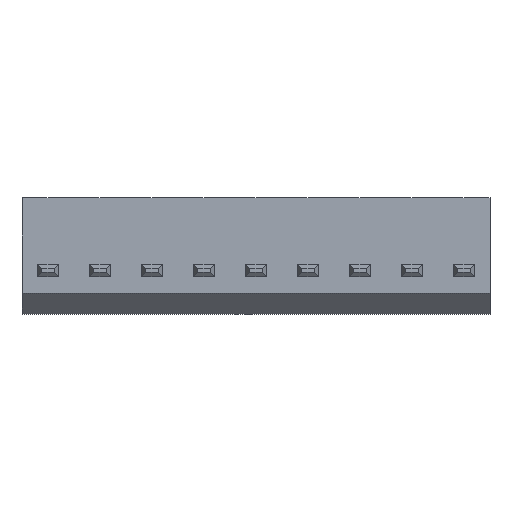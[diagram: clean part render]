
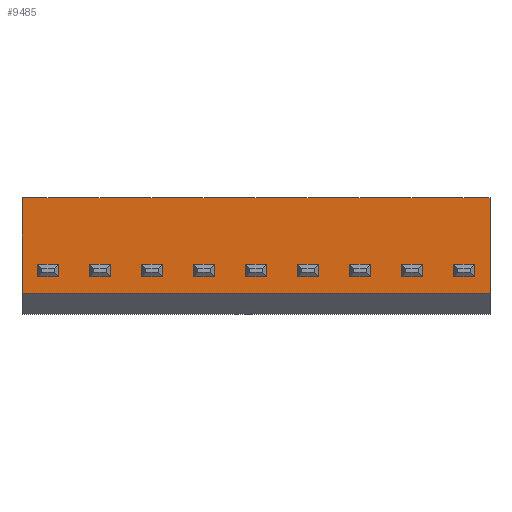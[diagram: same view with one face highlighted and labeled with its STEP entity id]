
A CAD part, top view. The second image highlights one B-rep face of the part: STEP entity #9485.
In plain terms, the highlighted planar face has unit normal (0, 0, 1).
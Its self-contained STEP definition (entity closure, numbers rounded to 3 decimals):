
#9485 = ADVANCED_FACE('',(#9486),#9500,.T.);
#9486 = FACE_BOUND('',#9487,.T.);
#9487 = EDGE_LOOP('',(#9488,#9523,#9551,#9579));
#9488 = ORIENTED_EDGE('',*,*,#9489,.T.);
#9489 = EDGE_CURVE('',#9490,#9492,#9494,.T.);
#9490 = VERTEX_POINT('',#9491);
#9491 = CARTESIAN_POINT('',(-1.25,-1.1,3.2));
#9492 = VERTEX_POINT('',#9493);
#9493 = CARTESIAN_POINT('',(21.25,-1.1,3.2));
#9494 = SURFACE_CURVE('',#9495,(#9499,#9511),.PCURVE_S1.);
#9495 = LINE('',#9496,#9497);
#9496 = CARTESIAN_POINT('',(-1.25,-1.1,3.2));
#9497 = VECTOR('',#9498,1.);
#9498 = DIRECTION('',(1.,0.,0.));
#9499 = PCURVE('',#9500,#9505);
#9500 = PLANE('',#9501);
#9501 = AXIS2_PLACEMENT_3D('',#9502,#9503,#9504);
#9502 = CARTESIAN_POINT('',(-1.25,-1.1,3.2));
#9503 = DIRECTION('',(0.,0.,1.));
#9504 = DIRECTION('',(0.,1.,0.));
#9505 = DEFINITIONAL_REPRESENTATION('',(#9506),#9510);
#9506 = LINE('',#9507,#9508);
#9507 = CARTESIAN_POINT('',(0.,0.));
#9508 = VECTOR('',#9509,1.);
#9509 = DIRECTION('',(0.,-1.));
#9510 = ( GEOMETRIC_REPRESENTATION_CONTEXT(2) 
PARAMETRIC_REPRESENTATION_CONTEXT() REPRESENTATION_CONTEXT('2D SPACE',''
  ) );
#9511 = PCURVE('',#9512,#9517);
#9512 = PLANE('',#9513);
#9513 = AXIS2_PLACEMENT_3D('',#9514,#9515,#9516);
#9514 = CARTESIAN_POINT('',(-1.25,-1.1,3.2));
#9515 = DIRECTION('',(0.,0.707,-0.707));
#9516 = DIRECTION('',(0.,-0.707,-0.707));
#9517 = DEFINITIONAL_REPRESENTATION('',(#9518),#9522);
#9518 = LINE('',#9519,#9520);
#9519 = CARTESIAN_POINT('',(0.,0.));
#9520 = VECTOR('',#9521,1.);
#9521 = DIRECTION('',(0.,-1.));
#9522 = ( GEOMETRIC_REPRESENTATION_CONTEXT(2) 
PARAMETRIC_REPRESENTATION_CONTEXT() REPRESENTATION_CONTEXT('2D SPACE',''
  ) );
#9523 = ORIENTED_EDGE('',*,*,#9524,.T.);
#9524 = EDGE_CURVE('',#9492,#9525,#9527,.T.);
#9525 = VERTEX_POINT('',#9526);
#9526 = CARTESIAN_POINT('',(21.25,3.5,3.2));
#9527 = SURFACE_CURVE('',#9528,(#9532,#9539),.PCURVE_S1.);
#9528 = LINE('',#9529,#9530);
#9529 = CARTESIAN_POINT('',(21.25,-1.1,3.2));
#9530 = VECTOR('',#9531,1.);
#9531 = DIRECTION('',(0.,1.,0.));
#9532 = PCURVE('',#9500,#9533);
#9533 = DEFINITIONAL_REPRESENTATION('',(#9534),#9538);
#9534 = LINE('',#9535,#9536);
#9535 = CARTESIAN_POINT('',(0.,-22.5));
#9536 = VECTOR('',#9537,1.);
#9537 = DIRECTION('',(1.,0.));
#9538 = ( GEOMETRIC_REPRESENTATION_CONTEXT(2) 
PARAMETRIC_REPRESENTATION_CONTEXT() REPRESENTATION_CONTEXT('2D SPACE',''
  ) );
#9539 = PCURVE('',#9540,#9545);
#9540 = PLANE('',#9541);
#9541 = AXIS2_PLACEMENT_3D('',#9542,#9543,#9544);
#9542 = CARTESIAN_POINT('',(21.25,0.951,1.622));
#9543 = DIRECTION('',(1.,0.,0.));
#9544 = DIRECTION('',(0.,0.,1.));
#9545 = DEFINITIONAL_REPRESENTATION('',(#9546),#9550);
#9546 = LINE('',#9547,#9548);
#9547 = CARTESIAN_POINT('',(1.578,2.051));
#9548 = VECTOR('',#9549,1.);
#9549 = DIRECTION('',(0.,-1.));
#9550 = ( GEOMETRIC_REPRESENTATION_CONTEXT(2) 
PARAMETRIC_REPRESENTATION_CONTEXT() REPRESENTATION_CONTEXT('2D SPACE',''
  ) );
#9551 = ORIENTED_EDGE('',*,*,#9552,.F.);
#9552 = EDGE_CURVE('',#9553,#9525,#9555,.T.);
#9553 = VERTEX_POINT('',#9554);
#9554 = CARTESIAN_POINT('',(-1.25,3.5,3.2));
#9555 = SURFACE_CURVE('',#9556,(#9560,#9567),.PCURVE_S1.);
#9556 = LINE('',#9557,#9558);
#9557 = CARTESIAN_POINT('',(-1.25,3.5,3.2));
#9558 = VECTOR('',#9559,1.);
#9559 = DIRECTION('',(1.,0.,0.));
#9560 = PCURVE('',#9500,#9561);
#9561 = DEFINITIONAL_REPRESENTATION('',(#9562),#9566);
#9562 = LINE('',#9563,#9564);
#9563 = CARTESIAN_POINT('',(4.6,0.));
#9564 = VECTOR('',#9565,1.);
#9565 = DIRECTION('',(0.,-1.));
#9566 = ( GEOMETRIC_REPRESENTATION_CONTEXT(2) 
PARAMETRIC_REPRESENTATION_CONTEXT() REPRESENTATION_CONTEXT('2D SPACE',''
  ) );
#9567 = PCURVE('',#9568,#9573);
#9568 = PLANE('',#9569);
#9569 = AXIS2_PLACEMENT_3D('',#9570,#9571,#9572);
#9570 = CARTESIAN_POINT('',(-1.25,3.5,3.2));
#9571 = DIRECTION('',(0.,1.,0.));
#9572 = DIRECTION('',(0.,0.,-1.));
#9573 = DEFINITIONAL_REPRESENTATION('',(#9574),#9578);
#9574 = LINE('',#9575,#9576);
#9575 = CARTESIAN_POINT('',(0.,0.));
#9576 = VECTOR('',#9577,1.);
#9577 = DIRECTION('',(0.,-1.));
#9578 = ( GEOMETRIC_REPRESENTATION_CONTEXT(2) 
PARAMETRIC_REPRESENTATION_CONTEXT() REPRESENTATION_CONTEXT('2D SPACE',''
  ) );
#9579 = ORIENTED_EDGE('',*,*,#9580,.F.);
#9580 = EDGE_CURVE('',#9490,#9553,#9581,.T.);
#9581 = SURFACE_CURVE('',#9582,(#9586,#9593),.PCURVE_S1.);
#9582 = LINE('',#9583,#9584);
#9583 = CARTESIAN_POINT('',(-1.25,-1.1,3.2));
#9584 = VECTOR('',#9585,1.);
#9585 = DIRECTION('',(0.,1.,0.));
#9586 = PCURVE('',#9500,#9587);
#9587 = DEFINITIONAL_REPRESENTATION('',(#9588),#9592);
#9588 = LINE('',#9589,#9590);
#9589 = CARTESIAN_POINT('',(0.,0.));
#9590 = VECTOR('',#9591,1.);
#9591 = DIRECTION('',(1.,0.));
#9592 = ( GEOMETRIC_REPRESENTATION_CONTEXT(2) 
PARAMETRIC_REPRESENTATION_CONTEXT() REPRESENTATION_CONTEXT('2D SPACE',''
  ) );
#9593 = PCURVE('',#9594,#9599);
#9594 = PLANE('',#9595);
#9595 = AXIS2_PLACEMENT_3D('',#9596,#9597,#9598);
#9596 = CARTESIAN_POINT('',(-1.25,0.951,1.622));
#9597 = DIRECTION('',(1.,0.,0.));
#9598 = DIRECTION('',(0.,0.,1.));
#9599 = DEFINITIONAL_REPRESENTATION('',(#9600),#9604);
#9600 = LINE('',#9601,#9602);
#9601 = CARTESIAN_POINT('',(1.578,2.051));
#9602 = VECTOR('',#9603,1.);
#9603 = DIRECTION('',(0.,-1.));
#9604 = ( GEOMETRIC_REPRESENTATION_CONTEXT(2) 
PARAMETRIC_REPRESENTATION_CONTEXT() REPRESENTATION_CONTEXT('2D SPACE',''
  ) );
